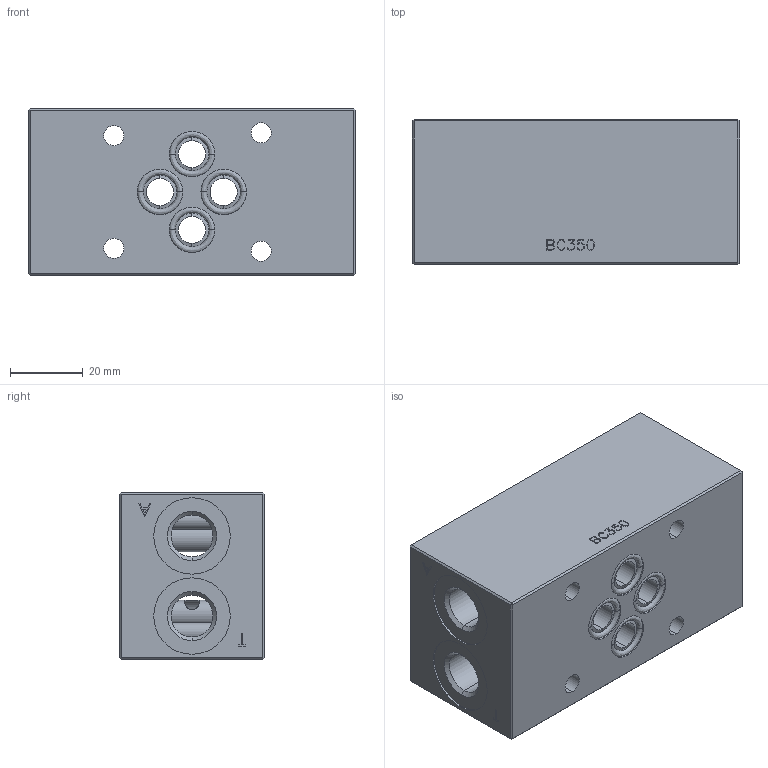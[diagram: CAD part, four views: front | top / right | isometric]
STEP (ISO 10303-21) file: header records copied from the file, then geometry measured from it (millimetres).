
FILE_DESCRIPTION (( 'STEP AP203' ), '1' );
FILE_NAME ('BC350001.step', '2015-12-04T11:14:44', ( 'User' ), ( '' ), 'SwSTEP 2.0', 'SolidWorks 2014', '' );
FILE_SCHEMA (( 'CONFIG_CONTROL_DESIGN' ));
Length unit declared in the file: millimetre
Products named in the file (1): BC350001
Bounding box: 90 x 40 x 46 mm (x, y, z)
Surface area: 27840.1 mm2 (no closed solid volume)
Topology: 0 solids, 5 shells, 237 faces, 933 edges, 652 vertices
Faces by surface type: plane 129, bspline 52, cylinder 40, cone 16
Entity records: 11636 total; most frequent: CARTESIAN_POINT 4405, ORIENTED_EDGE 1440, DIRECTION 1237, EDGE_CURVE 933, VECTOR 657, LINE 657, VERTEX_POINT 652, AXIS2_PLACEMENT_3D 290
